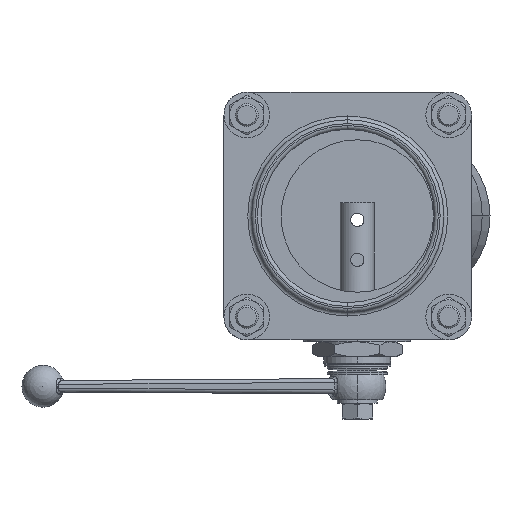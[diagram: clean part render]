
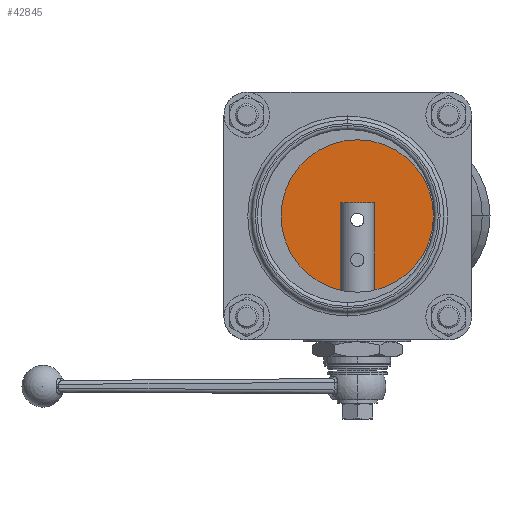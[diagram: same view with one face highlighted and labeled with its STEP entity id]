
A CAD part, left-side view. The second image highlights one B-rep face of the part: STEP entity #42845.
In plain terms, the highlighted planar face has unit normal (1, 0, 0).
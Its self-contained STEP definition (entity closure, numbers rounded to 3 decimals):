
#1125 = CARTESIAN_POINT ( 'NONE',  ( 31.5, 0., -23. ) ) ;
#1152 = DIRECTION ( 'NONE',  ( -1., 0., 0. ) ) ;
#1153 = DIRECTION ( 'NONE',  ( 0., 1., 0. ) ) ;
#1205 = CARTESIAN_POINT ( 'NONE',  ( 31.5, 0., -2. ) ) ;
#1209 = DIRECTION ( 'NONE',  ( -1., 0., 0. ) ) ;
#1210 = DIRECTION ( 'NONE',  ( 0., 1., 0. ) ) ;
#1214 = CARTESIAN_POINT ( 'NONE',  ( 31.5, 0., 0. ) ) ;
#1215 = DIRECTION ( 'NONE',  ( -1., 0., 0. ) ) ;
#1216 = DIRECTION ( 'NONE',  ( 0., 1., 0. ) ) ;
#1217 = CARTESIAN_POINT ( 'NONE',  ( 31.5, 0., -2. ) ) ;
#1226 = DIRECTION ( 'NONE',  ( -1., 0., 0. ) ) ;
#1227 = DIRECTION ( 'NONE',  ( 0., 1., 0. ) ) ;
#1228 = CARTESIAN_POINT ( 'NONE',  ( 31.5, 0., -23. ) ) ;
#1233 = CARTESIAN_POINT ( 'NONE',  ( 31.5, -41.5, -13.038 ) ) ;
#1234 = DIRECTION ( 'NONE',  ( 0., 0., 1. ) ) ;
#1239 = DIRECTION ( 'NONE',  ( -1., 0., 0. ) ) ;
#1240 = DIRECTION ( 'NONE',  ( 0., 1., 0. ) ) ;
#2095 = EDGE_LOOP ( 'NONE', ( #39776, #39777 ) ) ;
#2096 = EDGE_LOOP ( 'NONE', ( #39774, #39775 ) ) ;
#2097 = EDGE_LOOP ( 'NONE', ( #39773, #39772 ) ) ;
#10080 = PLANE ( 'NONE',  #50847 ) ;
#10081 = CARTESIAN_POINT ( 'NONE',  ( 31.5, 0., 0. ) ) ;
#10089 = DIRECTION ( 'NONE',  ( -1., 0., 0. ) ) ;
#10090 = DIRECTION ( 'NONE',  ( 0., 1., 0. ) ) ;
#16575 = CIRCLE ( 'NONE', #38350, 4.5 ) ;
#16594 = LINE ( 'NONE', #1233, #16599 ) ;
#16595 = CIRCLE ( 'NONE', #38355, 4.5 ) ;
#16598 = CIRCLE ( 'NONE', #38359, 43.5 ) ;
#16599 = VECTOR ( 'NONE', #1234, 1000. ) ;
#16600 = CIRCLE ( 'NONE', #38364, 4.5 ) ;
#16609 = CIRCLE ( 'NONE', #38361, 4.5 ) ;
#28644 = CARTESIAN_POINT ( 'NONE',  ( 31.5, 4.5, -23. ) ) ;
#28645 = CARTESIAN_POINT ( 'NONE',  ( 31.5, -4.5, -23. ) ) ;
#28646 = CARTESIAN_POINT ( 'NONE',  ( 31.5, -41.5, 13.038 ) ) ;
#28647 = CARTESIAN_POINT ( 'NONE',  ( 31.5, -41.5, -13.038 ) ) ;
#28648 = CARTESIAN_POINT ( 'NONE',  ( 31.5, 4.5, -2. ) ) ;
#28649 = CARTESIAN_POINT ( 'NONE',  ( 31.5, -4.5, -2. ) ) ;
#37236 = EDGE_CURVE ( 'NONE', #44818, #44819, #16575, .T. ) ;
#37248 = EDGE_CURVE ( 'NONE', #44822, #44823, #16595, .T. ) ;
#37250 = EDGE_CURVE ( 'NONE', #44820, #44821, #16598, .T. ) ;
#37252 = EDGE_CURVE ( 'NONE', #44823, #44822, #16600, .T. ) ;
#37254 = EDGE_CURVE ( 'NONE', #44821, #44820, #16594, .T. ) ;
#37256 = EDGE_CURVE ( 'NONE', #44819, #44818, #16609, .T. ) ;
#38350 = AXIS2_PLACEMENT_3D ( 'NONE', #1125, #1152, #1153 ) ;
#38355 = AXIS2_PLACEMENT_3D ( 'NONE', #1205, #1209, #1210 ) ;
#38359 = AXIS2_PLACEMENT_3D ( 'NONE', #1214, #1215, #1216 ) ;
#38361 = AXIS2_PLACEMENT_3D ( 'NONE', #1228, #1239, #1240 ) ;
#38364 = AXIS2_PLACEMENT_3D ( 'NONE', #1217, #1226, #1227 ) ;
#39772 = ORIENTED_EDGE ( 'NONE', *, *, #37256, .T. ) ;
#39773 = ORIENTED_EDGE ( 'NONE', *, *, #37236, .T. ) ;
#39774 = ORIENTED_EDGE ( 'NONE', *, *, #37250, .F. ) ;
#39775 = ORIENTED_EDGE ( 'NONE', *, *, #37254, .F. ) ;
#39776 = ORIENTED_EDGE ( 'NONE', *, *, #37248, .T. ) ;
#39777 = ORIENTED_EDGE ( 'NONE', *, *, #37252, .T. ) ;
#42845 = ADVANCED_FACE ( 'NONE', ( #48466, #48485, #48487 ), #10080, .F. ) ;
#44818 = VERTEX_POINT ( 'NONE', #28644 ) ;
#44819 = VERTEX_POINT ( 'NONE', #28645 ) ;
#44820 = VERTEX_POINT ( 'NONE', #28646 ) ;
#44821 = VERTEX_POINT ( 'NONE', #28647 ) ;
#44822 = VERTEX_POINT ( 'NONE', #28648 ) ;
#44823 = VERTEX_POINT ( 'NONE', #28649 ) ;
#48466 = FACE_BOUND ( 'NONE', #2097, .T. ) ;
#48485 = FACE_OUTER_BOUND ( 'NONE', #2096, .T. ) ;
#48487 = FACE_BOUND ( 'NONE', #2095, .T. ) ;
#50847 = AXIS2_PLACEMENT_3D ( 'NONE', #10081, #10089, #10090 ) ;
